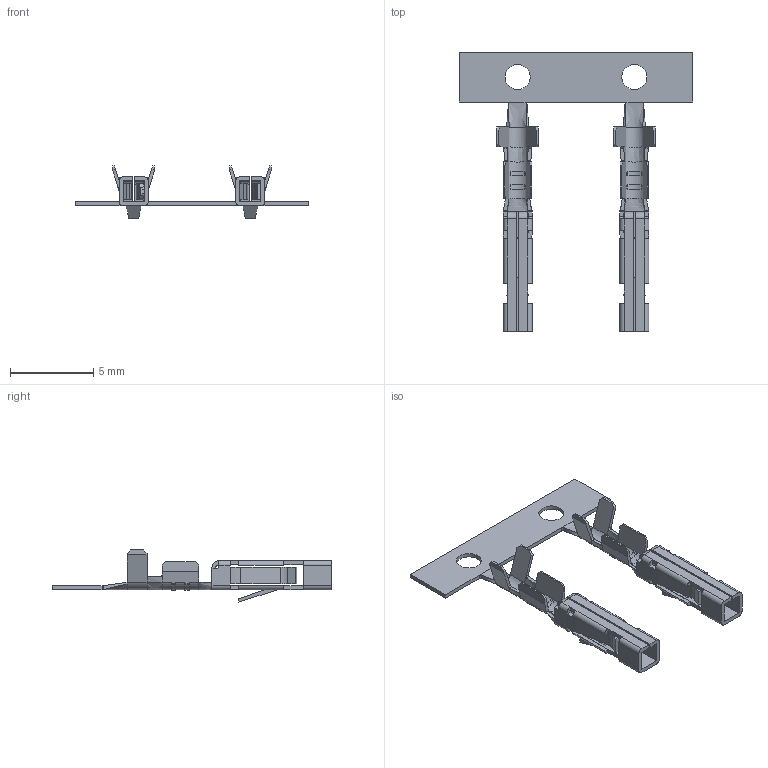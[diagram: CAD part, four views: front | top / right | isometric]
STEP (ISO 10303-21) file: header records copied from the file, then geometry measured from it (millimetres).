
FILE_DESCRIPTION( ( 'Unknown' ), '1' );
FILE_NAME( '66100113722.stp', 'Unknown', ( 'Unknown' ), ( 'Unknown' ), 'PSStep 17.0.49', 'Unknown', ' ' );
FILE_SCHEMA( ( 'AUTOMOTIVE_DESIGN { 1 0 10303 214 1 1 1 1 }' ) );
Length unit declared in the file: millimetre
Products named in the file (1): 1
Bounding box: 14 x 16.8 x 3.13 mm (x, y, z)
Volume: 36.1 mm3; surface area: 367.6 mm2
Topology: 1 solids, 1 shells, 448 faces, 1234 edges, 780 vertices
Faces by surface type: plane 282, cylinder 130, bspline 36
Full cylindrical faces by diameter (mm): 1.5 x2
Entity records: 19979 total; most frequent: CARTESIAN_POINT 5224, ORIENTED_EDGE 2460, DIRECTION 2144, EDGE_CURVE 1230, LINE 862, VECTOR 862, VERTEX_POINT 778, AXIS2_PLACEMENT_3D 641
